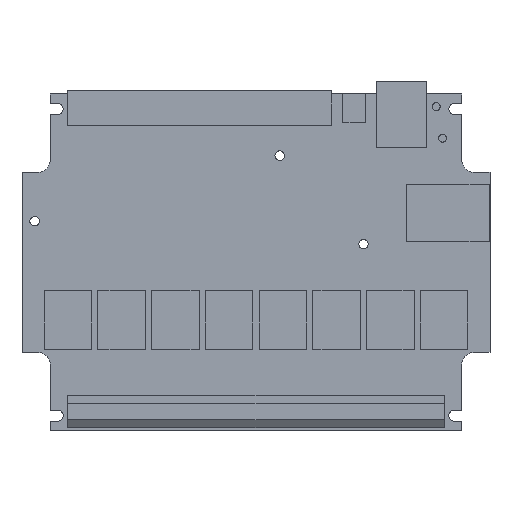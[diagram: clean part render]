
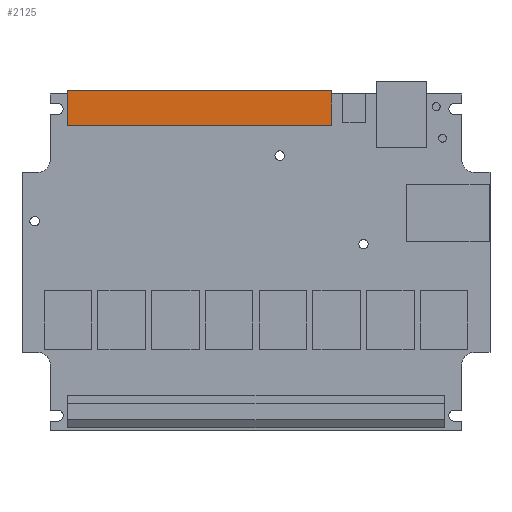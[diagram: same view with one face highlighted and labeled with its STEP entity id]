
A CAD part, top view. The second image highlights one B-rep face of the part: STEP entity #2125.
In plain terms, the highlighted planar face has unit normal (0, 0, 1).
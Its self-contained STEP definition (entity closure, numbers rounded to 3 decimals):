
#138=PLANE('',#2309);
#263=FACE_OUTER_BOUND('',#396,.T.);
#396=EDGE_LOOP('',(#1902,#1903,#1904,#1905));
#636=LINE('',#3399,#895);
#638=LINE('',#3403,#897);
#639=LINE('',#3405,#898);
#640=LINE('',#3406,#899);
#895=VECTOR('',#2795,10.);
#897=VECTOR('',#2799,10.);
#898=VECTOR('',#2800,10.);
#899=VECTOR('',#2801,10.);
#1125=VERTEX_POINT('',#3396);
#1126=VERTEX_POINT('',#3398);
#1127=VERTEX_POINT('',#3402);
#1128=VERTEX_POINT('',#3404);
#1392=EDGE_CURVE('',#1126,#1125,#636,.T.);
#1394=EDGE_CURVE('',#1127,#1125,#638,.T.);
#1395=EDGE_CURVE('',#1128,#1127,#639,.T.);
#1396=EDGE_CURVE('',#1128,#1126,#640,.T.);
#1902=ORIENTED_EDGE('',*,*,#1394,.F.);
#1903=ORIENTED_EDGE('',*,*,#1395,.F.);
#1904=ORIENTED_EDGE('',*,*,#1396,.T.);
#1905=ORIENTED_EDGE('',*,*,#1392,.T.);
#2125=ADVANCED_FACE('',(#263),#138,.T.);
#2309=AXIS2_PLACEMENT_3D('',#3401,#2797,#2798);
#2795=DIRECTION('',(1.,0.,0.));
#2797=DIRECTION('center_axis',(0.,0.,1.));
#2798=DIRECTION('ref_axis',(0.,-1.,0.));
#2799=DIRECTION('',(0.,-1.,0.));
#2800=DIRECTION('',(1.,0.,0.));
#2801=DIRECTION('',(0.,-1.,0.));
#3396=CARTESIAN_POINT('',(24.,43.25,20.));
#3398=CARTESIAN_POINT('',(-59.5,43.25,20.));
#3399=CARTESIAN_POINT('',(0.,43.25,20.));
#3401=CARTESIAN_POINT('Origin',(0.,54.25,20.));
#3402=CARTESIAN_POINT('',(24.,54.25,20.));
#3403=CARTESIAN_POINT('',(24.,51.5,20.));
#3404=CARTESIAN_POINT('',(-59.5,54.25,20.));
#3405=CARTESIAN_POINT('',(0.,54.25,20.));
#3406=CARTESIAN_POINT('',(-59.5,51.5,20.));
